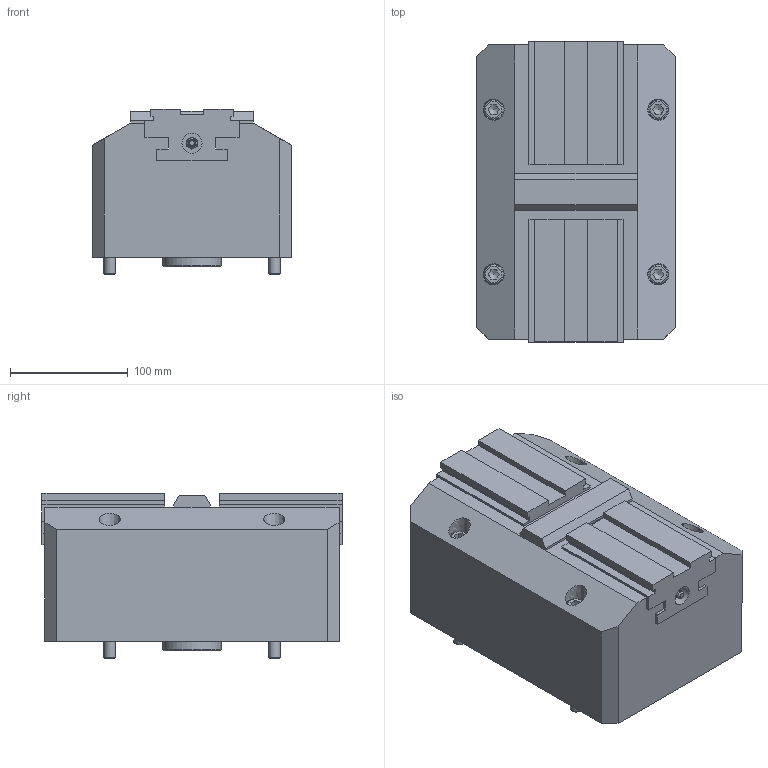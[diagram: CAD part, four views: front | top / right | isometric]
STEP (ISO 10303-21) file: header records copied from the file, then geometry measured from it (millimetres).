
FILE_DESCRIPTION((''),'2;1');
FILE_NAME('152-0250-002-Kunde.stp','2010-11-28T12:26:54',('Meier'),(''),'Autodesk Inventor 2010','Autodesk Inventor 2010','');
FILE_SCHEMA(('CONFIG_CONTROL_DESIGN'));
Length unit declared in the file: millimetre
Products named in the file (1): 152-0250-002-Kunde
Bounding box: 169 x 255 x 141 mm (x, y, z)
Volume: 4774503.5 mm3; surface area: 243538.9 mm2
Topology: 1 solids, 7 shells, 796 faces, 2108 edges, 1378 vertices
Faces by surface type: plane 442, bspline 260, cylinder 49, cone 37, torus 6, sphere 2
Full cylindrical faces by diameter (mm): 4 x2, 10 x8, 16 x4, 50 x1
Entity records: 26192 total; most frequent: CARTESIAN_POINT 7718, ORIENTED_EDGE 4028, DIRECTION 2765, EDGE_CURVE 2014, VERTEX_POINT 1349, VECTOR 1309, LINE 1309, EDGE_LOOP 941
